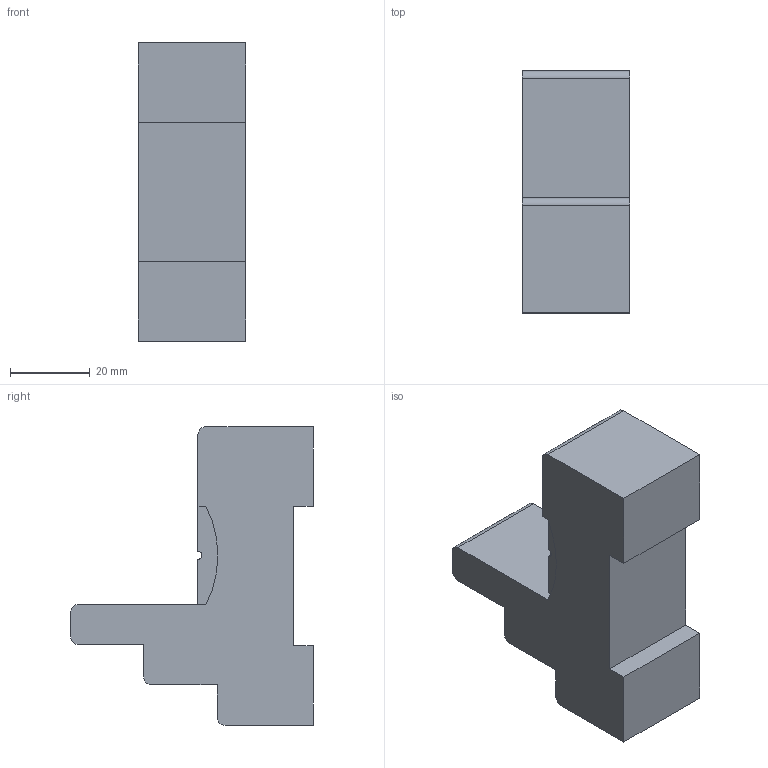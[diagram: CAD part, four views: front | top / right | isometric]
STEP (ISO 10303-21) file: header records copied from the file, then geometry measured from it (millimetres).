
FILE_DESCRIPTION((''),'2;1');
FILE_NAME('GZM3.stp','2015-07-24T15:12:26',('CAD Station'),(''),'Autodesk Inventor 2013','Autodesk Inventor 2013','');
FILE_SCHEMA(('CONFIG_CONTROL_DESIGN'));
Length unit declared in the file: millimetre
Products named in the file (1): GZM3
Bounding box: 27 x 61 x 75 mm (x, y, z)
Volume: 63962 mm3; surface area: 13982.2 mm2
Topology: 1 solids, 1 shells, 466 faces, 1086 edges, 676 vertices
Faces by surface type: plane 428, cylinder 38
Full cylindrical faces by diameter (mm): 3 x2, 3.5 x12, 4 x12
Entity records: 12981 total; most frequent: CARTESIAN_POINT 2203, ORIENTED_EDGE 2120, DIRECTION 2070, EDGE_CURVE 1060, VECTOR 984, LINE 984, VERTEX_POINT 676, EDGE_LOOP 546
